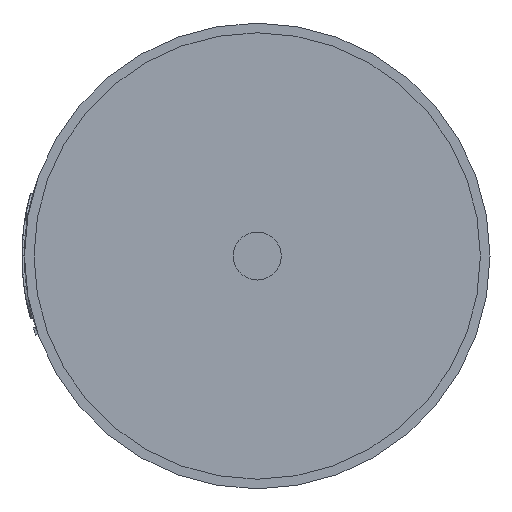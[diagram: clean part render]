
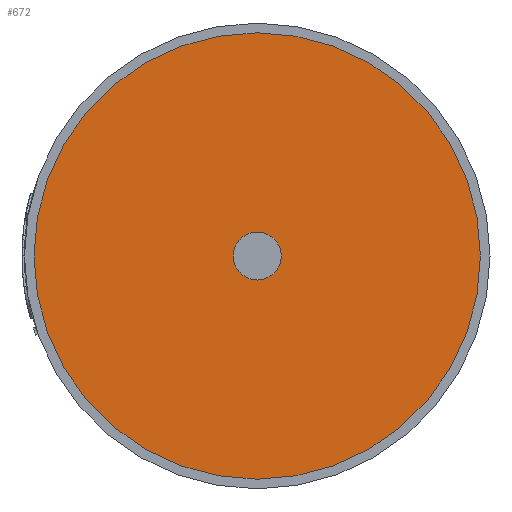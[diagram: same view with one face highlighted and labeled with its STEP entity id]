
A CAD part, left-side view. The second image highlights one B-rep face of the part: STEP entity #672.
In plain terms, the highlighted planar face has unit normal (-1, 0, 0).
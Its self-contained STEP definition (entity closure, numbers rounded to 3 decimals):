
#672 = ADVANCED_FACE ( 'NONE', ( #9447, #17946 ), #16266, .T. ) ;
#734 = DIRECTION ( 'NONE',  ( -1., 0., 0. ) ) ;
#952 = CARTESIAN_POINT ( 'NONE',  ( -228.5, -16.93, 0. ) ) ;
#1447 = DIRECTION ( 'NONE',  ( -1., 0., 0. ) ) ;
#1513 = EDGE_CURVE ( 'NONE', #21442, #19255, #16047, .T. ) ;
#2283 = AXIS2_PLACEMENT_3D ( 'NONE', #18095, #1447, #15068 ) ;
#3488 = CIRCLE ( 'NONE', #13480, 1. ) ;
#3562 = AXIS2_PLACEMENT_3D ( 'NONE', #952, #734, #8228 ) ;
#3995 = EDGE_CURVE ( 'NONE', #4386, #8566, #7766, .T. ) ;
#4386 = VERTEX_POINT ( 'NONE', #16822 ) ;
#4623 = CARTESIAN_POINT ( 'NONE',  ( -228.5, -16.93, 0. ) ) ;
#4646 = ORIENTED_EDGE ( 'NONE', *, *, #1513, .F. ) ;
#5592 = CARTESIAN_POINT ( 'NONE',  ( -228.5, -16.93, 0. ) ) ;
#6429 = AXIS2_PLACEMENT_3D ( 'NONE', #4623, #8086, #22041 ) ;
#7360 = EDGE_CURVE ( 'NONE', #19255, #21442, #3488, .T. ) ;
#7766 = CIRCLE ( 'NONE', #12388, 9.3 ) ;
#8086 = DIRECTION ( 'NONE',  ( -1., 0., 0. ) ) ;
#8228 = DIRECTION ( 'NONE',  ( 0., -1., 0. ) ) ;
#8356 = ORIENTED_EDGE ( 'NONE', *, *, #7360, .F. ) ;
#8566 = VERTEX_POINT ( 'NONE', #14170 ) ;
#8829 = DIRECTION ( 'NONE',  ( -1., 0., 0. ) ) ;
#9447 = FACE_BOUND ( 'NONE', #10595, .T. ) ;
#10595 = EDGE_LOOP ( 'NONE', ( #8356, #4646 ) ) ;
#10755 = DIRECTION ( 'NONE',  ( 0., -1., 0. ) ) ;
#11581 = ORIENTED_EDGE ( 'NONE', *, *, #3995, .T. ) ;
#12388 = AXIS2_PLACEMENT_3D ( 'NONE', #5592, #8829, #14288 ) ;
#13480 = AXIS2_PLACEMENT_3D ( 'NONE', #19596, #16109, #10755 ) ;
#14170 = CARTESIAN_POINT ( 'NONE',  ( -228.5, -7.63, 0. ) ) ;
#14288 = DIRECTION ( 'NONE',  ( 0., -1., 0. ) ) ;
#14759 = CARTESIAN_POINT ( 'NONE',  ( -228.5, -17.93, 0. ) ) ;
#15068 = DIRECTION ( 'NONE',  ( 0., -1., 0. ) ) ;
#16047 = CIRCLE ( 'NONE', #6429, 1. ) ;
#16109 = DIRECTION ( 'NONE',  ( -1., 0., 0. ) ) ;
#16130 = CARTESIAN_POINT ( 'NONE',  ( -228.5, -15.93, 0. ) ) ;
#16266 = PLANE ( 'NONE',  #3562 ) ;
#16822 = CARTESIAN_POINT ( 'NONE',  ( -228.5, -26.23, 0. ) ) ;
#17288 = CIRCLE ( 'NONE', #2283, 9.3 ) ;
#17363 = EDGE_CURVE ( 'NONE', #8566, #4386, #17288, .T. ) ;
#17946 = FACE_OUTER_BOUND ( 'NONE', #18191, .T. ) ;
#18095 = CARTESIAN_POINT ( 'NONE',  ( -228.5, -16.93, 0. ) ) ;
#18191 = EDGE_LOOP ( 'NONE', ( #11581, #18533 ) ) ;
#18533 = ORIENTED_EDGE ( 'NONE', *, *, #17363, .T. ) ;
#19255 = VERTEX_POINT ( 'NONE', #16130 ) ;
#19596 = CARTESIAN_POINT ( 'NONE',  ( -228.5, -16.93, 0. ) ) ;
#21442 = VERTEX_POINT ( 'NONE', #14759 ) ;
#22041 = DIRECTION ( 'NONE',  ( 0., -1., 0. ) ) ;
